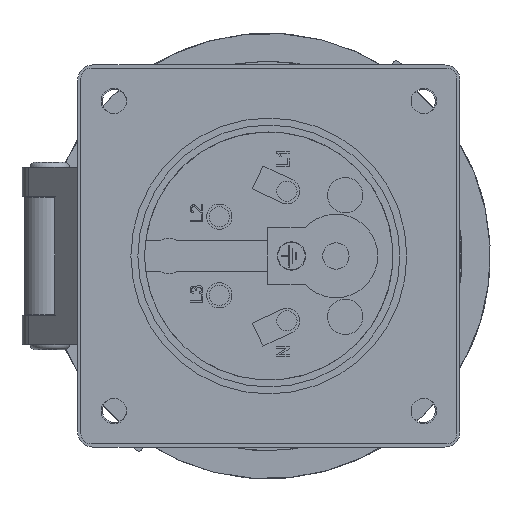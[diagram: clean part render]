
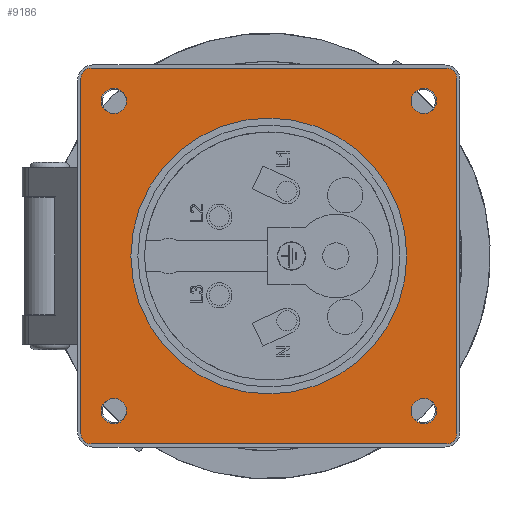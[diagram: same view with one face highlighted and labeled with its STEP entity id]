
A CAD part, left-side view. The second image highlights one B-rep face of the part: STEP entity #9186.
In plain terms, the highlighted face is planar.
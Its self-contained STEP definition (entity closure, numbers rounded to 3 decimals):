
#46 = VECTOR ( 'NONE', #4965, 1000. ) ;
#626 = CARTESIAN_POINT ( 'NONE',  ( 37.125, 35.125, 2. ) ) ;
#949 = FACE_BOUND ( 'NONE', #1304, .T. ) ;
#1031 = DIRECTION ( 'NONE',  ( -1., 0., 0. ) ) ;
#1304 = EDGE_LOOP ( 'NONE', ( #17383 ) ) ;
#1367 = EDGE_LOOP ( 'NONE', ( #7816 ) ) ;
#1655 = ORIENTED_EDGE ( 'NONE', *, *, #7005, .T. ) ;
#1709 = VERTEX_POINT ( 'NONE', #8876 ) ;
#2226 = CIRCLE ( 'NONE', #16087, 2. ) ;
#2232 = DIRECTION ( 'NONE',  ( 0., 0., 1. ) ) ;
#2535 = FACE_BOUND ( 'NONE', #20345, .T. ) ;
#2558 = CARTESIAN_POINT ( 'NONE',  ( 35.125, 35.125, 2. ) ) ;
#2622 = CARTESIAN_POINT ( 'NONE',  ( 33.125, -30.625, 2. ) ) ;
#2823 = EDGE_LOOP ( 'NONE', ( #6039, #14983, #3852, #11639, #1655, #9457, #12989, #15260 ) ) ;
#2917 = AXIS2_PLACEMENT_3D ( 'NONE', #16732, #2232, #1031 ) ;
#3365 = CARTESIAN_POINT ( 'NONE',  ( 37.125, 37.125, 2. ) ) ;
#3370 = EDGE_CURVE ( 'NONE', #20550, #20550, #7986, .T. ) ;
#3401 = AXIS2_PLACEMENT_3D ( 'NONE', #20074, #17109, #12145 ) ;
#3404 = VERTEX_POINT ( 'NONE', #18657 ) ;
#3720 = EDGE_CURVE ( 'NONE', #16051, #18175, #2226, .T. ) ;
#3852 = ORIENTED_EDGE ( 'NONE', *, *, #11415, .T. ) ;
#4006 = VERTEX_POINT ( 'NONE', #14821 ) ;
#4191 = CIRCLE ( 'NONE', #19722, 2.5 ) ;
#4237 = AXIS2_PLACEMENT_3D ( 'NONE', #13108, #9519, #19443 ) ;
#4396 = EDGE_CURVE ( 'NONE', #19040, #18823, #16787, .T. ) ;
#4784 = CARTESIAN_POINT ( 'NONE',  ( -30.625, -30.625, 2. ) ) ;
#4965 = DIRECTION ( 'NONE',  ( -1., 0., 0. ) ) ;
#5438 = EDGE_CURVE ( 'NONE', #20755, #20755, #20462, .T. ) ;
#5633 = DIRECTION ( 'NONE',  ( -1., 0., 0. ) ) ;
#5932 = CARTESIAN_POINT ( 'NONE',  ( 0., 0., 2. ) ) ;
#5935 = VECTOR ( 'NONE', #10110, 1000. ) ;
#6039 = ORIENTED_EDGE ( 'NONE', *, *, #11726, .T. ) ;
#6383 = ORIENTED_EDGE ( 'NONE', *, *, #20103, .F. ) ;
#7005 = EDGE_CURVE ( 'NONE', #18175, #17953, #9941, .T. ) ;
#7323 = FACE_BOUND ( 'NONE', #17683, .T. ) ;
#7459 = CIRCLE ( 'NONE', #3401, 2.5 ) ;
#7666 = AXIS2_PLACEMENT_3D ( 'NONE', #9792, #7886, #14324 ) ;
#7758 = VERTEX_POINT ( 'NONE', #19587 ) ;
#7816 = ORIENTED_EDGE ( 'NONE', *, *, #5438, .F. ) ;
#7886 = DIRECTION ( 'NONE',  ( 0., 0., 1. ) ) ;
#7986 = CIRCLE ( 'NONE', #4237, 27.25 ) ;
#8037 = CARTESIAN_POINT ( 'NONE',  ( 37.125, 37.125, 2. ) ) ;
#8060 = ORIENTED_EDGE ( 'NONE', *, *, #3370, .F. ) ;
#8290 = DIRECTION ( 'NONE',  ( 0., 0., 1. ) ) ;
#8364 = DIRECTION ( 'NONE',  ( 0., 1., 0. ) ) ;
#8807 = DIRECTION ( 'NONE',  ( -1., 0., 0. ) ) ;
#8876 = CARTESIAN_POINT ( 'NONE',  ( 33.125, 30.625, 2. ) ) ;
#8983 = CARTESIAN_POINT ( 'NONE',  ( 35.125, -37.125, 2. ) ) ;
#8985 = CARTESIAN_POINT ( 'NONE',  ( 30.625, -30.625, 2. ) ) ;
#9128 = DIRECTION ( 'NONE',  ( 0., 0., 1. ) ) ;
#9186 = ADVANCED_FACE ( 'NONE', ( #12375, #7323, #10477, #949, #2535, #20521 ), #20097, .F. ) ;
#9298 = VERTEX_POINT ( 'NONE', #2622 ) ;
#9356 = CIRCLE ( 'NONE', #2917, 2. ) ;
#9457 = ORIENTED_EDGE ( 'NONE', *, *, #14522, .T. ) ;
#9519 = DIRECTION ( 'NONE',  ( 0., 0., 1. ) ) ;
#9737 = LINE ( 'NONE', #3365, #11849 ) ;
#9792 = CARTESIAN_POINT ( 'NONE',  ( 35.125, -35.125, 2. ) ) ;
#9941 = LINE ( 'NONE', #8037, #46 ) ;
#10063 = EDGE_CURVE ( 'NONE', #4006, #4006, #4191, .T. ) ;
#10110 = DIRECTION ( 'NONE',  ( 0., -1., 0. ) ) ;
#10434 = CARTESIAN_POINT ( 'NONE',  ( 35.125, 37.125, 2. ) ) ;
#10477 = FACE_BOUND ( 'NONE', #20881, .T. ) ;
#10912 = VERTEX_POINT ( 'NONE', #17180 ) ;
#11043 = CARTESIAN_POINT ( 'NONE',  ( 27.25, 0., 2. ) ) ;
#11111 = CARTESIAN_POINT ( 'NONE',  ( 37.125, -35.125, 2. ) ) ;
#11186 = CARTESIAN_POINT ( 'NONE',  ( -35.125, 37.125, 2. ) ) ;
#11355 = AXIS2_PLACEMENT_3D ( 'NONE', #4784, #8290, #13141 ) ;
#11415 = EDGE_CURVE ( 'NONE', #18823, #16051, #9737, .T. ) ;
#11429 = EDGE_CURVE ( 'NONE', #1709, #1709, #7459, .T. ) ;
#11499 = LINE ( 'NONE', #14663, #13544 ) ;
#11639 = ORIENTED_EDGE ( 'NONE', *, *, #3720, .T. ) ;
#11726 = EDGE_CURVE ( 'NONE', #10912, #19040, #11499, .T. ) ;
#11849 = VECTOR ( 'NONE', #8364, 1000. ) ;
#12050 = AXIS2_PLACEMENT_3D ( 'NONE', #16302, #13038, #18190 ) ;
#12145 = DIRECTION ( 'NONE',  ( 1., 0., 0. ) ) ;
#12356 = DIRECTION ( 'NONE',  ( 1., 0., 0. ) ) ;
#12358 = ORIENTED_EDGE ( 'NONE', *, *, #10063, .F. ) ;
#12375 = FACE_OUTER_BOUND ( 'NONE', #2823, .T. ) ;
#12920 = CARTESIAN_POINT ( 'NONE',  ( -28.125, -30.625, 2. ) ) ;
#12989 = ORIENTED_EDGE ( 'NONE', *, *, #15286, .T. ) ;
#13038 = DIRECTION ( 'NONE',  ( 0., 0., 1. ) ) ;
#13108 = CARTESIAN_POINT ( 'NONE',  ( 0., 0., 2. ) ) ;
#13141 = DIRECTION ( 'NONE',  ( 1., 0., 0. ) ) ;
#13544 = VECTOR ( 'NONE', #14770, 1000. ) ;
#13746 = DIRECTION ( 'NONE',  ( 0., 0., -1. ) ) ;
#13862 = DIRECTION ( 'NONE',  ( 0., 0., 1. ) ) ;
#14324 = DIRECTION ( 'NONE',  ( -1., 0., 0. ) ) ;
#14522 = EDGE_CURVE ( 'NONE', #17953, #3404, #18459, .T. ) ;
#14631 = EDGE_CURVE ( 'NONE', #7758, #10912, #9356, .T. ) ;
#14663 = CARTESIAN_POINT ( 'NONE',  ( 37.125, -37.125, 2. ) ) ;
#14770 = DIRECTION ( 'NONE',  ( 1., 0., 0. ) ) ;
#14821 = CARTESIAN_POINT ( 'NONE',  ( -28.125, 30.625, 2. ) ) ;
#14983 = ORIENTED_EDGE ( 'NONE', *, *, #4396, .T. ) ;
#15260 = ORIENTED_EDGE ( 'NONE', *, *, #14631, .T. ) ;
#15286 = EDGE_CURVE ( 'NONE', #3404, #7758, #16452, .T. ) ;
#15565 = DIRECTION ( 'NONE',  ( 1., 0., 0. ) ) ;
#16051 = VERTEX_POINT ( 'NONE', #626 ) ;
#16087 = AXIS2_PLACEMENT_3D ( 'NONE', #2558, #13862, #8807 ) ;
#16302 = CARTESIAN_POINT ( 'NONE',  ( -35.125, 35.125, 2. ) ) ;
#16333 = AXIS2_PLACEMENT_3D ( 'NONE', #5932, #13746, #5633 ) ;
#16452 = LINE ( 'NONE', #18127, #5935 ) ;
#16732 = CARTESIAN_POINT ( 'NONE',  ( -35.125, -35.125, 2. ) ) ;
#16787 = CIRCLE ( 'NONE', #7666, 2. ) ;
#17004 = DIRECTION ( 'NONE',  ( 0., 0., 1. ) ) ;
#17109 = DIRECTION ( 'NONE',  ( 0., 0., 1. ) ) ;
#17180 = CARTESIAN_POINT ( 'NONE',  ( -35.125, -37.125, 2. ) ) ;
#17383 = ORIENTED_EDGE ( 'NONE', *, *, #11429, .F. ) ;
#17683 = EDGE_LOOP ( 'NONE', ( #8060 ) ) ;
#17712 = AXIS2_PLACEMENT_3D ( 'NONE', #8985, #17004, #12356 ) ;
#17953 = VERTEX_POINT ( 'NONE', #11186 ) ;
#18127 = CARTESIAN_POINT ( 'NONE',  ( -37.125, 37.125, 2. ) ) ;
#18175 = VERTEX_POINT ( 'NONE', #10434 ) ;
#18190 = DIRECTION ( 'NONE',  ( -1., 0., 0. ) ) ;
#18459 = CIRCLE ( 'NONE', #12050, 2. ) ;
#18657 = CARTESIAN_POINT ( 'NONE',  ( -37.125, 35.125, 2. ) ) ;
#18823 = VERTEX_POINT ( 'NONE', #11111 ) ;
#19040 = VERTEX_POINT ( 'NONE', #8983 ) ;
#19443 = DIRECTION ( 'NONE',  ( 1., 0., 0. ) ) ;
#19587 = CARTESIAN_POINT ( 'NONE',  ( -37.125, -35.125, 2. ) ) ;
#19722 = AXIS2_PLACEMENT_3D ( 'NONE', #20329, #9128, #15565 ) ;
#19741 = CIRCLE ( 'NONE', #17712, 2.5 ) ;
#20074 = CARTESIAN_POINT ( 'NONE',  ( 30.625, 30.625, 2. ) ) ;
#20097 = PLANE ( 'NONE',  #16333 ) ;
#20103 = EDGE_CURVE ( 'NONE', #9298, #9298, #19741, .T. ) ;
#20329 = CARTESIAN_POINT ( 'NONE',  ( -30.625, 30.625, 2. ) ) ;
#20345 = EDGE_LOOP ( 'NONE', ( #6383 ) ) ;
#20462 = CIRCLE ( 'NONE', #11355, 2.5 ) ;
#20521 = FACE_BOUND ( 'NONE', #1367, .T. ) ;
#20550 = VERTEX_POINT ( 'NONE', #11043 ) ;
#20755 = VERTEX_POINT ( 'NONE', #12920 ) ;
#20881 = EDGE_LOOP ( 'NONE', ( #12358 ) ) ;
